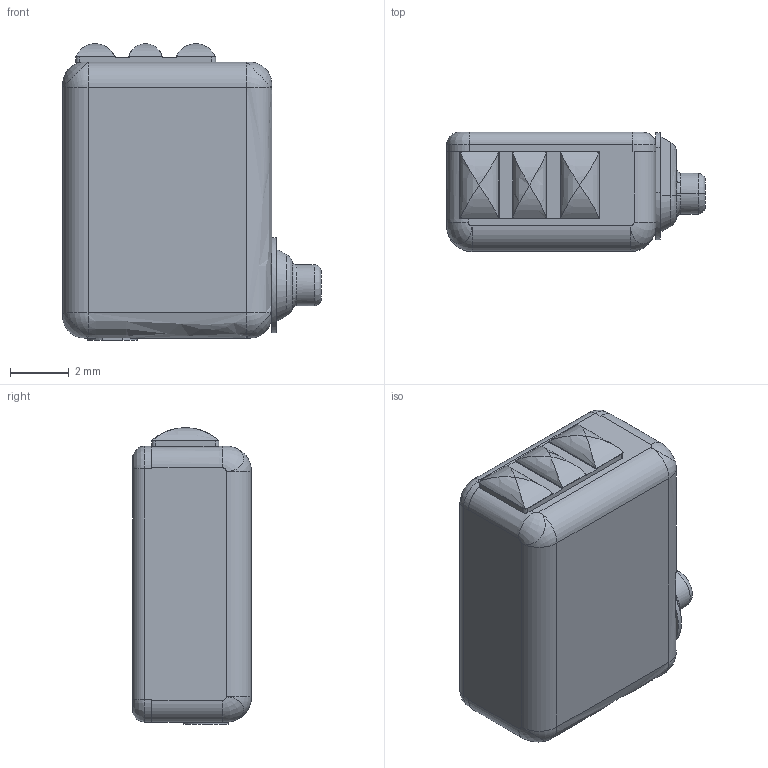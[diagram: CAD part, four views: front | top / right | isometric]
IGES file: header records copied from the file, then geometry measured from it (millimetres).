
Start section:  PTC IGES file: ci-28329-000_sw.igs
Global section: file name: ci-28329-000_sw.igs; native system: Pro/ENGINEER by Parametric Technology Corporation; preprocessor: 2005070; author: DSchaefe; organization: Unknown; date: 051212.095820; units: inch
Bounding box: 8.83 x 4.06 x 10.13 mm (x, y, z)
Volume: 56.2 mm3; surface area: 535 mm2
Topology: 5 solids, 5 shells, 242 faces, 588 edges, 355 vertices
Faces by surface type: revolution 139, bspline 103
